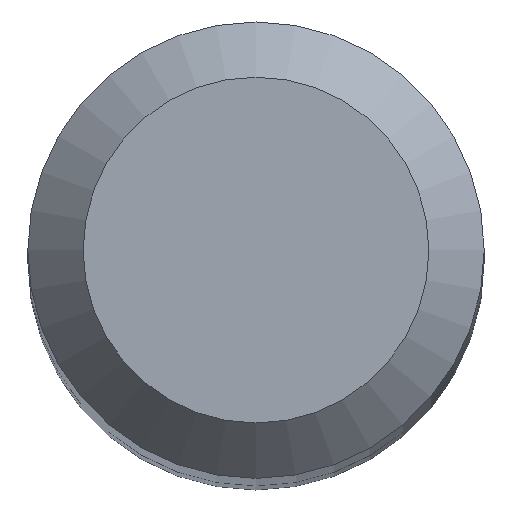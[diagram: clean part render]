
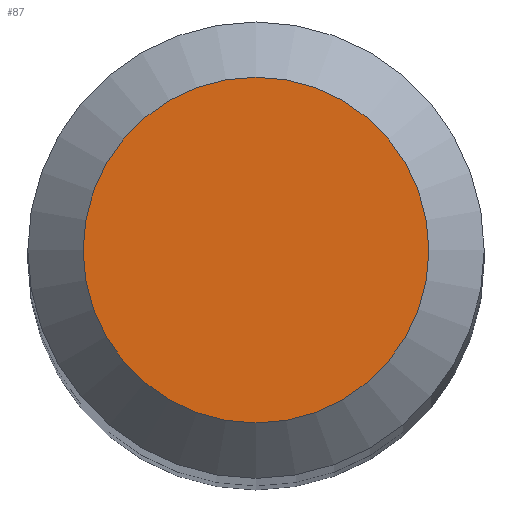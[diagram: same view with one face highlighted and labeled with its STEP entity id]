
A CAD part, top view. The second image highlights one B-rep face of the part: STEP entity #87.
In plain terms, the highlighted planar face has unit normal (0, 0, 1).
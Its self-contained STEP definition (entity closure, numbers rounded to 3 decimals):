
#3 = AXIS2_PLACEMENT_3D ( 'NONE', #151, #106, #198 ) ;
#15 = AXIS2_PLACEMENT_3D ( 'NONE', #108, #94, #168 ) ;
#51 = EDGE_CURVE ( 'NONE', #193, #193, #157, .T. ) ;
#58 = ORIENTED_EDGE ( 'NONE', *, *, #51, .F. ) ;
#79 = PLANE ( 'NONE',  #15 ) ;
#87 = ADVANCED_FACE ( 'NONE', ( #107 ), #79, .F. ) ;
#94 = DIRECTION ( 'NONE',  ( 0., 0., -1. ) ) ;
#106 = DIRECTION ( 'NONE',  ( 0., 0., -1. ) ) ;
#107 = FACE_OUTER_BOUND ( 'NONE', #122, .T. ) ;
#108 = CARTESIAN_POINT ( 'NONE',  ( 0., 0., 49. ) ) ;
#122 = EDGE_LOOP ( 'NONE', ( #58 ) ) ;
#140 = CARTESIAN_POINT ( 'NONE',  ( 0., 1.25, 49. ) ) ;
#151 = CARTESIAN_POINT ( 'NONE',  ( 0., 0., 49. ) ) ;
#157 = CIRCLE ( 'NONE', #3, 1.25 ) ;
#168 = DIRECTION ( 'NONE',  ( 0., 1., 0. ) ) ;
#193 = VERTEX_POINT ( 'NONE', #140 ) ;
#198 = DIRECTION ( 'NONE',  ( 0., 1., 0. ) ) ;
